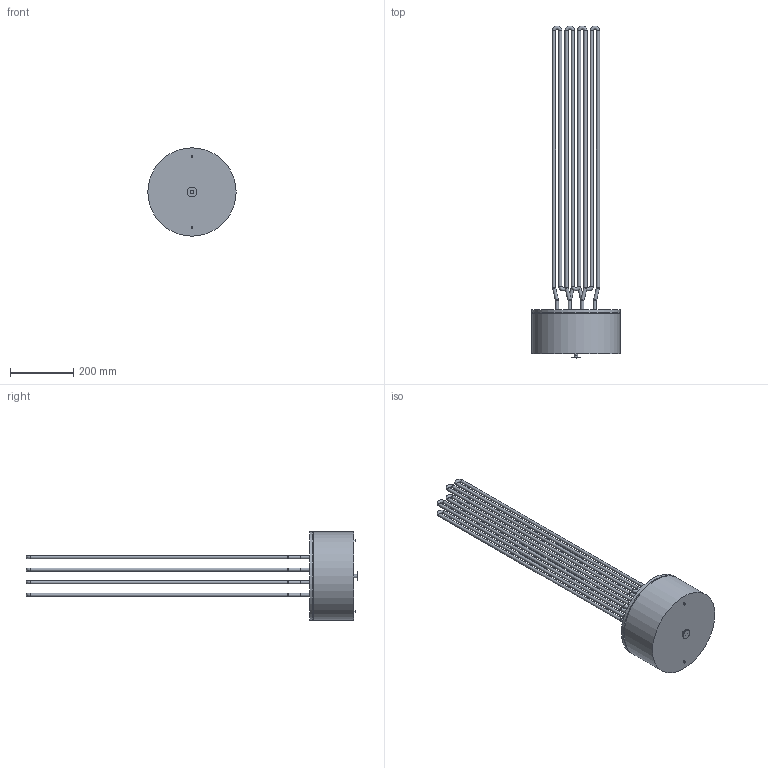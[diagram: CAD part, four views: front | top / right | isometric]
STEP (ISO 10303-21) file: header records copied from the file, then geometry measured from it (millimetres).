
FILE_DESCRIPTION(/* description */ (''),/* implementation_level */ '2;1');
FILE_NAME(/* name */ '3d_EFHR35.0-9126720.stp',/* time_stamp */ '2020-09-28T08:26:33+02:00',/* author */ ('Andrzej'),/* organization */ (''),/* preprocessor_version */ 'ST-DEVELOPER v16.13',/* originating_system */ 'AutoCAD Mechanical',/* authorisation */ '');
FILE_SCHEMA (('AUTOMOTIVE_DESIGN { 1 0 10303 214 3 1 1 }'));
Length unit declared in the file: millimetre
Products named in the file (1): Product
Bounding box: 280 x 1053 x 280 mm (x, y, z)
Volume: 10251227.6 mm3; surface area: 1142756.3 mm2
Topology: 13 solids, 13 shells, 123 faces, 207 edges, 110 vertices
Faces by surface type: cylinder 55, torus 42, plane 26
Full cylindrical faces by diameter (mm): 5 x2, 10 x49, 30 x1, 268 x1, 280 x2
Entity records: 2359 total; most frequent: DIRECTION 468, CARTESIAN_POINT 344, AXIS2_PLACEMENT_3D 234, EDGE_LOOP 220, ORIENTED_EDGE 220, FACE_OUTER_BOUND 123, ADVANCED_FACE 123, CIRCLE 110
